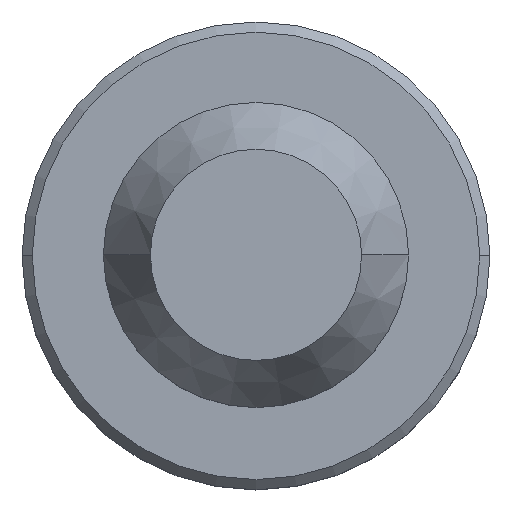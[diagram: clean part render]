
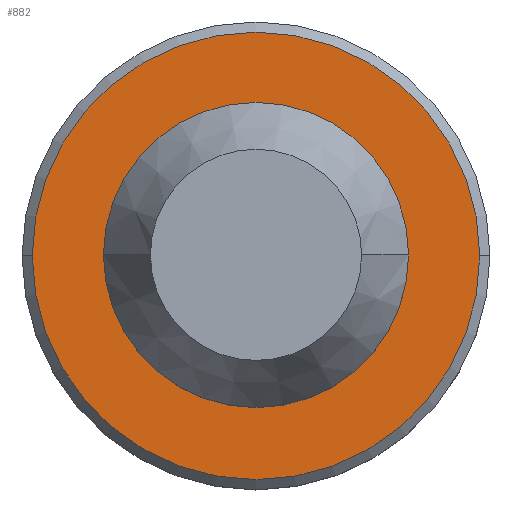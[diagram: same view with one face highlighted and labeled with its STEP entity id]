
A CAD part, top view. The second image highlights one B-rep face of the part: STEP entity #882.
In plain terms, the highlighted planar face has unit normal (0, 0, 1).
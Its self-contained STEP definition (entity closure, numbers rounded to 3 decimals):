
#4 = ORIENTED_EDGE ( 'NONE', *, *, #310, .T. ) ;
#58 = ORIENTED_EDGE ( 'NONE', *, *, #964, .T. ) ;
#70 = DIRECTION ( 'NONE',  ( 0., 0., -1. ) ) ;
#111 = VERTEX_POINT ( 'NONE', #829 ) ;
#171 = CARTESIAN_POINT ( 'NONE',  ( 0., 0., -29. ) ) ;
#179 = ORIENTED_EDGE ( 'NONE', *, *, #655, .F. ) ;
#216 = DIRECTION ( 'NONE',  ( 1., 0., 0. ) ) ;
#223 = DIRECTION ( 'NONE',  ( 0., 0., 1. ) ) ;
#248 = CARTESIAN_POINT ( 'NONE',  ( 0., 0., -29. ) ) ;
#289 = AXIS2_PLACEMENT_3D ( 'NONE', #451, #941, #505 ) ;
#310 = EDGE_CURVE ( 'NONE', #596, #699, #909, .T. ) ;
#325 = CARTESIAN_POINT ( 'NONE',  ( -11., 0., -29. ) ) ;
#335 = CARTESIAN_POINT ( 'NONE',  ( 6., 0., -29. ) ) ;
#385 = CARTESIAN_POINT ( 'NONE',  ( 0., 6., -29. ) ) ;
#406 = AXIS2_PLACEMENT_3D ( 'NONE', #248, #223, #216 ) ;
#407 = EDGE_LOOP ( 'NONE', ( #179, #547 ) ) ;
#451 = CARTESIAN_POINT ( 'NONE',  ( 0., 0., -29. ) ) ;
#468 = VERTEX_POINT ( 'NONE', #335 ) ;
#505 = DIRECTION ( 'NONE',  ( 1., 0., 0. ) ) ;
#518 = AXIS2_PLACEMENT_3D ( 'NONE', #1005, #616, #532 ) ;
#520 = PLANE ( 'NONE',  #771 ) ;
#532 = DIRECTION ( 'NONE',  ( 1., 0., 0. ) ) ;
#535 = CARTESIAN_POINT ( 'NONE',  ( 11., 0., -29. ) ) ;
#547 = ORIENTED_EDGE ( 'NONE', *, *, #628, .F. ) ;
#572 = DIRECTION ( 'NONE',  ( 0., 0., 1. ) ) ;
#596 = VERTEX_POINT ( 'NONE', #325 ) ;
#616 = DIRECTION ( 'NONE',  ( 0., 0., 1. ) ) ;
#628 = EDGE_CURVE ( 'NONE', #111, #468, #718, .T. ) ;
#650 = DIRECTION ( 'NONE',  ( 1., 0., 0. ) ) ;
#655 = EDGE_CURVE ( 'NONE', #468, #111, #691, .T. ) ;
#664 = EDGE_LOOP ( 'NONE', ( #4, #58 ) ) ;
#691 = CIRCLE ( 'NONE', #518, 6. ) ;
#699 = VERTEX_POINT ( 'NONE', #535 ) ;
#718 = CIRCLE ( 'NONE', #289, 6. ) ;
#735 = DIRECTION ( 'NONE',  ( -1., 0., 0. ) ) ;
#771 = AXIS2_PLACEMENT_3D ( 'NONE', #385, #70, #735 ) ;
#829 = CARTESIAN_POINT ( 'NONE',  ( -6., 0., -29. ) ) ;
#868 = CIRCLE ( 'NONE', #1091, 11. ) ;
#882 = ADVANCED_FACE ( 'NONE', ( #1104, #1082 ), #520, .F. ) ;
#909 = CIRCLE ( 'NONE', #406, 11. ) ;
#941 = DIRECTION ( 'NONE',  ( 0., 0., 1. ) ) ;
#964 = EDGE_CURVE ( 'NONE', #699, #596, #868, .T. ) ;
#1005 = CARTESIAN_POINT ( 'NONE',  ( 0., 0., -29. ) ) ;
#1082 = FACE_OUTER_BOUND ( 'NONE', #664, .T. ) ;
#1091 = AXIS2_PLACEMENT_3D ( 'NONE', #171, #572, #650 ) ;
#1104 = FACE_BOUND ( 'NONE', #407, .T. ) ;
